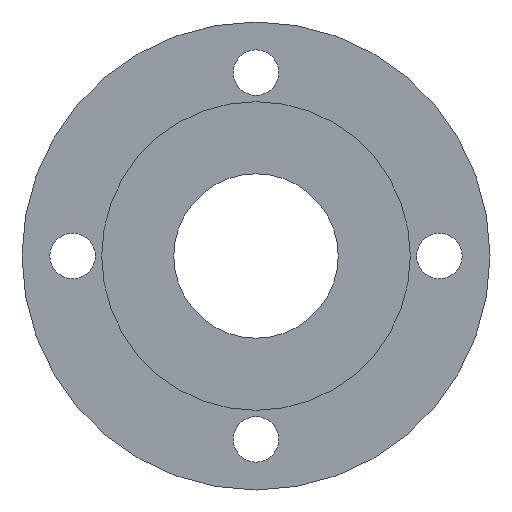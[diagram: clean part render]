
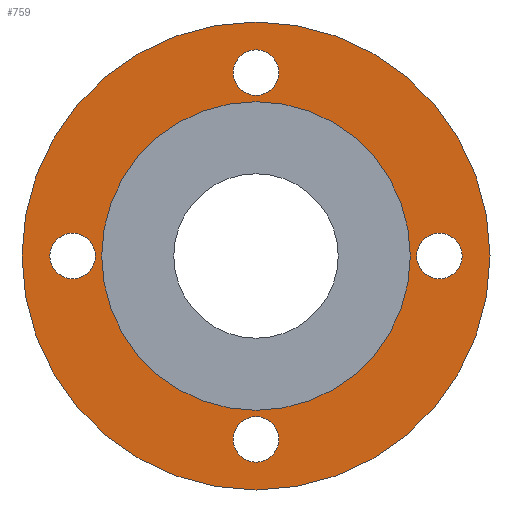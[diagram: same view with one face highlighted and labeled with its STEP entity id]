
A CAD part, front view. The second image highlights one B-rep face of the part: STEP entity #759.
In plain terms, the highlighted planar face has unit normal (0, -1, 0).
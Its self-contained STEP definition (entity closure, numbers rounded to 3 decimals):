
#10 = CIRCLE ( 'NONE', #433, 9. ) ;
#18 = CARTESIAN_POINT ( 'NONE',  ( 0., 3., 72.5 ) ) ;
#35 = CARTESIAN_POINT ( 'NONE',  ( 72.5, 3., 0. ) ) ;
#39 = DIRECTION ( 'NONE',  ( 0., -1., 0. ) ) ;
#49 = VERTEX_POINT ( 'NONE', #773 ) ;
#56 = CARTESIAN_POINT ( 'NONE',  ( 0., 3., -63.5 ) ) ;
#58 = AXIS2_PLACEMENT_3D ( 'NONE', #439, #629, #250 ) ;
#62 = EDGE_CURVE ( 'NONE', #268, #686, #797, .T. ) ;
#63 = ORIENTED_EDGE ( 'NONE', *, *, #62, .T. ) ;
#76 = CIRCLE ( 'NONE', #531, 9. ) ;
#77 = DIRECTION ( 'NONE',  ( 0., 1., 0. ) ) ;
#81 = DIRECTION ( 'NONE',  ( 0., -1., 0. ) ) ;
#85 = CIRCLE ( 'NONE', #175, 9. ) ;
#91 = EDGE_CURVE ( 'NONE', #658, #515, #76, .T. ) ;
#93 = CIRCLE ( 'NONE', #356, 9. ) ;
#94 = FACE_BOUND ( 'NONE', #533, .T. ) ;
#96 = EDGE_CURVE ( 'NONE', #235, #189, #807, .T. ) ;
#103 = CARTESIAN_POINT ( 'NONE',  ( 0., 3., 61. ) ) ;
#106 = FACE_OUTER_BOUND ( 'NONE', #261, .T. ) ;
#112 = EDGE_LOOP ( 'NONE', ( #278, #243 ) ) ;
#145 = CARTESIAN_POINT ( 'NONE',  ( 0., 3., 0. ) ) ;
#146 = DIRECTION ( 'NONE',  ( 0., 1., 0. ) ) ;
#150 = DIRECTION ( 'NONE',  ( 0., 0., -1. ) ) ;
#156 = DIRECTION ( 'NONE',  ( 0., 0., -1. ) ) ;
#164 = ORIENTED_EDGE ( 'NONE', *, *, #637, .F. ) ;
#166 = DIRECTION ( 'NONE',  ( 0., 0., -1. ) ) ;
#170 = FACE_BOUND ( 'NONE', #617, .T. ) ;
#175 = AXIS2_PLACEMENT_3D ( 'NONE', #480, #39, #498 ) ;
#180 = ORIENTED_EDGE ( 'NONE', *, *, #583, .T. ) ;
#189 = VERTEX_POINT ( 'NONE', #56 ) ;
#208 = AXIS2_PLACEMENT_3D ( 'NONE', #335, #81, #150 ) ;
#213 = VERTEX_POINT ( 'NONE', #800 ) ;
#218 = DIRECTION ( 'NONE',  ( 0., 1., 0. ) ) ;
#227 = EDGE_LOOP ( 'NONE', ( #499, #402 ) ) ;
#235 = VERTEX_POINT ( 'NONE', #297 ) ;
#243 = ORIENTED_EDGE ( 'NONE', *, *, #704, .F. ) ;
#250 = DIRECTION ( 'NONE',  ( 0., 0., -1. ) ) ;
#261 = EDGE_LOOP ( 'NONE', ( #691, #164 ) ) ;
#265 = CARTESIAN_POINT ( 'NONE',  ( 0., 3., -92.5 ) ) ;
#268 = VERTEX_POINT ( 'NONE', #451 ) ;
#269 = DIRECTION ( 'NONE',  ( 0., 0., 1. ) ) ;
#278 = ORIENTED_EDGE ( 'NONE', *, *, #616, .F. ) ;
#287 = DIRECTION ( 'NONE',  ( 0., 0., -1. ) ) ;
#290 = DIRECTION ( 'NONE',  ( 0., -1., 0. ) ) ;
#296 = EDGE_LOOP ( 'NONE', ( #180, #63 ) ) ;
#297 = CARTESIAN_POINT ( 'NONE',  ( 0., 3., -81.5 ) ) ;
#298 = ORIENTED_EDGE ( 'NONE', *, *, #467, .F. ) ;
#299 = CARTESIAN_POINT ( 'NONE',  ( 0., 3., 63.5 ) ) ;
#309 = AXIS2_PLACEMENT_3D ( 'NONE', #103, #290, #287 ) ;
#318 = ORIENTED_EDGE ( 'NONE', *, *, #338, .F. ) ;
#320 = DIRECTION ( 'NONE',  ( 0., -1., 0. ) ) ;
#321 = DIRECTION ( 'NONE',  ( 0., -1., 0. ) ) ;
#335 = CARTESIAN_POINT ( 'NONE',  ( -72.5, 3., 0. ) ) ;
#338 = EDGE_CURVE ( 'NONE', #476, #751, #93, .T. ) ;
#339 = CARTESIAN_POINT ( 'NONE',  ( 0., 3., 0. ) ) ;
#356 = AXIS2_PLACEMENT_3D ( 'NONE', #18, #320, #758 ) ;
#358 = CIRCLE ( 'NONE', #593, 92.5 ) ;
#367 = AXIS2_PLACEMENT_3D ( 'NONE', #448, #146, #579 ) ;
#371 = ORIENTED_EDGE ( 'NONE', *, *, #91, .F. ) ;
#374 = DIRECTION ( 'NONE',  ( 0., 0., -1. ) ) ;
#392 = EDGE_CURVE ( 'NONE', #189, #235, #85, .T. ) ;
#396 = CIRCLE ( 'NONE', #367, 92.5 ) ;
#402 = ORIENTED_EDGE ( 'NONE', *, *, #392, .F. ) ;
#404 = PLANE ( 'NONE',  #309 ) ;
#425 = CARTESIAN_POINT ( 'NONE',  ( 0., 3., 81.5 ) ) ;
#433 = AXIS2_PLACEMENT_3D ( 'NONE', #35, #784, #727 ) ;
#439 = CARTESIAN_POINT ( 'NONE',  ( 0., 3., 72.5 ) ) ;
#445 = AXIS2_PLACEMENT_3D ( 'NONE', #339, #514, #269 ) ;
#448 = CARTESIAN_POINT ( 'NONE',  ( 0., 3., 0. ) ) ;
#451 = CARTESIAN_POINT ( 'NONE',  ( 0., 3., -61. ) ) ;
#458 = CIRCLE ( 'NONE', #799, 9. ) ;
#467 = EDGE_CURVE ( 'NONE', #751, #476, #642, .T. ) ;
#468 = CARTESIAN_POINT ( 'NONE',  ( 0., 3., 61. ) ) ;
#471 = DIRECTION ( 'NONE',  ( 0., -1., 0. ) ) ;
#476 = VERTEX_POINT ( 'NONE', #425 ) ;
#480 = CARTESIAN_POINT ( 'NONE',  ( 0., 3., -72.5 ) ) ;
#498 = DIRECTION ( 'NONE',  ( 0., 0., -1. ) ) ;
#499 = ORIENTED_EDGE ( 'NONE', *, *, #96, .F. ) ;
#514 = DIRECTION ( 'NONE',  ( 0., 1., 0. ) ) ;
#515 = VERTEX_POINT ( 'NONE', #558 ) ;
#525 = CIRCLE ( 'NONE', #208, 9. ) ;
#531 = AXIS2_PLACEMENT_3D ( 'NONE', #584, #705, #374 ) ;
#533 = EDGE_LOOP ( 'NONE', ( #661, #371 ) ) ;
#546 = VERTEX_POINT ( 'NONE', #771 ) ;
#558 = CARTESIAN_POINT ( 'NONE',  ( 72.5, 3., -9. ) ) ;
#573 = AXIS2_PLACEMENT_3D ( 'NONE', #756, #321, #156 ) ;
#579 = DIRECTION ( 'NONE',  ( 0., 0., 1. ) ) ;
#583 = EDGE_CURVE ( 'NONE', #686, #268, #628, .T. ) ;
#584 = CARTESIAN_POINT ( 'NONE',  ( 72.5, 3., 0. ) ) ;
#589 = DIRECTION ( 'NONE',  ( 0., 0., 1. ) ) ;
#593 = AXIS2_PLACEMENT_3D ( 'NONE', #631, #77, #589 ) ;
#616 = EDGE_CURVE ( 'NONE', #213, #49, #525, .T. ) ;
#617 = EDGE_LOOP ( 'NONE', ( #298, #318 ) ) ;
#628 = CIRCLE ( 'NONE', #445, 61. ) ;
#629 = DIRECTION ( 'NONE',  ( 0., -1., 0. ) ) ;
#631 = CARTESIAN_POINT ( 'NONE',  ( 0., 3., 0. ) ) ;
#637 = EDGE_CURVE ( 'NONE', #650, #546, #396, .T. ) ;
#642 = CIRCLE ( 'NONE', #58, 9. ) ;
#650 = VERTEX_POINT ( 'NONE', #265 ) ;
#656 = FACE_BOUND ( 'NONE', #227, .T. ) ;
#658 = VERTEX_POINT ( 'NONE', #774 ) ;
#661 = ORIENTED_EDGE ( 'NONE', *, *, #729, .F. ) ;
#679 = EDGE_CURVE ( 'NONE', #546, #650, #358, .T. ) ;
#686 = VERTEX_POINT ( 'NONE', #468 ) ;
#691 = ORIENTED_EDGE ( 'NONE', *, *, #679, .F. ) ;
#704 = EDGE_CURVE ( 'NONE', #49, #213, #458, .T. ) ;
#705 = DIRECTION ( 'NONE',  ( 0., -1., 0. ) ) ;
#716 = FACE_BOUND ( 'NONE', #296, .T. ) ;
#727 = DIRECTION ( 'NONE',  ( 0., 0., -1. ) ) ;
#729 = EDGE_CURVE ( 'NONE', #515, #658, #10, .T. ) ;
#732 = CARTESIAN_POINT ( 'NONE',  ( -72.5, 3., 0. ) ) ;
#751 = VERTEX_POINT ( 'NONE', #299 ) ;
#756 = CARTESIAN_POINT ( 'NONE',  ( 0., 3., -72.5 ) ) ;
#758 = DIRECTION ( 'NONE',  ( 0., 0., -1. ) ) ;
#759 = ADVANCED_FACE ( 'NONE', ( #94, #170, #780, #656, #716, #106 ), #404, .T. ) ;
#769 = DIRECTION ( 'NONE',  ( 0., 0., 1. ) ) ;
#771 = CARTESIAN_POINT ( 'NONE',  ( 0., 3., 92.5 ) ) ;
#773 = CARTESIAN_POINT ( 'NONE',  ( -72.5, 3., 9. ) ) ;
#774 = CARTESIAN_POINT ( 'NONE',  ( 72.5, 3., 9. ) ) ;
#780 = FACE_BOUND ( 'NONE', #112, .T. ) ;
#781 = AXIS2_PLACEMENT_3D ( 'NONE', #145, #218, #769 ) ;
#784 = DIRECTION ( 'NONE',  ( 0., -1., 0. ) ) ;
#797 = CIRCLE ( 'NONE', #781, 61. ) ;
#799 = AXIS2_PLACEMENT_3D ( 'NONE', #732, #471, #166 ) ;
#800 = CARTESIAN_POINT ( 'NONE',  ( -72.5, 3., -9. ) ) ;
#807 = CIRCLE ( 'NONE', #573, 9. ) ;
